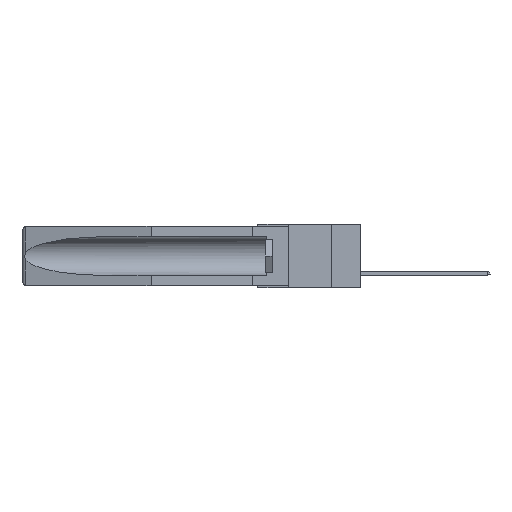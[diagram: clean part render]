
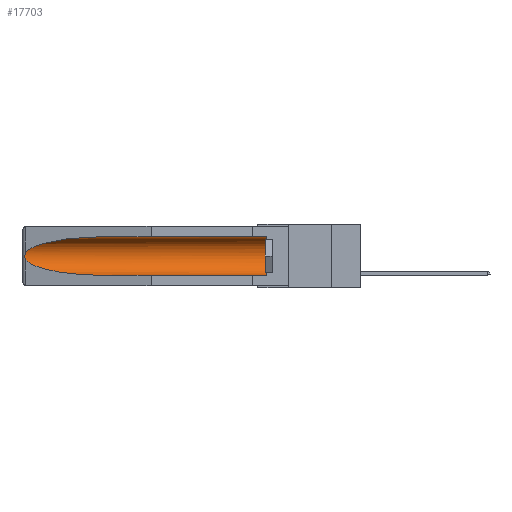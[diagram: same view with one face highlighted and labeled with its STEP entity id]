
A CAD part, left-side view. The second image highlights one B-rep face of the part: STEP entity #17703.
In plain terms, the highlighted cylindrical face has radius 2.857 mm (diameter 5.715 mm), a partial arc.
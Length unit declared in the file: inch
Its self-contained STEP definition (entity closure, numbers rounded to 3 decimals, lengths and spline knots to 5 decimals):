
#47 = DIRECTION ( 'NONE',  ( 0., 0., 1. ) ) ;
#715 = EDGE_LOOP ( 'NONE', ( #21074, #20948, #8716, #21143, #9618, #14506 ) ) ;
#919 = LINE ( 'NONE', #12213, #14393 ) ;
#1602 = VERTEX_POINT ( 'NONE', #4005 ) ;
#1686 = CARTESIAN_POINT ( 'NONE',  ( 0.155, -0.30754, -0.1715 ) ) ;
#3362 = CARTESIAN_POINT ( 'NONE',  ( 0.26654, 1.53092, -0.15636 ) ) ;
#3450 = DIRECTION ( 'NONE',  ( 0., -1., 0. ) ) ;
#3520 = DIRECTION ( 'NONE',  ( 0., 0., 1. ) ) ;
#4005 = CARTESIAN_POINT ( 'NONE',  ( 0.155, 1.07973, -0.284 ) ) ;
#4315 = EDGE_CURVE ( 'NONE', #15353, #1602, #919, .T. ) ;
#4574 = CARTESIAN_POINT ( 'NONE',  ( 0.155, -0.30754, -0.059 ) ) ;
#4792 = CARTESIAN_POINT ( 'NONE',  ( 0.26537, 1.52718, -0.19328 ) ) ;
#5986 =( BOUNDED_CURVE ( )  B_SPLINE_CURVE ( 3, ( #20829, #10791, #10939, #19131 ),
 .UNSPECIFIED., .F., .F. ) 
 B_SPLINE_CURVE_WITH_KNOTS ( ( 4, 4 ),
 ( 0.1948, 1.5708 ),
 .UNSPECIFIED. ) 
 CURVE ( )  GEOMETRIC_REPRESENTATION_ITEM ( )  RATIONAL_B_SPLINE_CURVE ( ( 1., 0.848, 0.848, 1. ) ) 
 REPRESENTATION_ITEM ( '' )  );
#6357 = CARTESIAN_POINT ( 'NONE',  ( 0.155, 0.126, -0.059 ) ) ;
#6480 = CARTESIAN_POINT ( 'NONE',  ( 0.2673, 1.5327, -0.16383 ) ) ;
#6652 = AXIS2_PLACEMENT_3D ( 'NONE', #13357, #3450, #47 ) ;
#7353 = AXIS2_PLACEMENT_3D ( 'NONE', #1686, #10196, #3520 ) ;
#8062 = CARTESIAN_POINT ( 'NONE',  ( 0.2675, 1.53308, -0.17534 ) ) ;
#8267 = VERTEX_POINT ( 'NONE', #6357 ) ;
#8372 = CARTESIAN_POINT ( 'NONE',  ( 0.2675, 1.53308, -0.16763 ) ) ;
#8485 = VERTEX_POINT ( 'NONE', #16895 ) ;
#8716 = ORIENTED_EDGE ( 'NONE', *, *, #16922, .T. ) ;
#8723 = EDGE_CURVE ( 'NONE', #8485, #10327, #14599, .T. ) ;
#9618 = ORIENTED_EDGE ( 'NONE', *, *, #17661, .T. ) ;
#10130 = VERTEX_POINT ( 'NONE', #14956 ) ;
#10196 = DIRECTION ( 'NONE',  ( 0., 1., 0. ) ) ;
#10327 = VERTEX_POINT ( 'NONE', #19677 ) ;
#10346 = DIRECTION ( 'NONE',  ( 0., 1., 0. ) ) ;
#10791 = CARTESIAN_POINT ( 'NONE',  ( 0.25451, 1.48313, -0.24835 ) ) ;
#10939 = CARTESIAN_POINT ( 'NONE',  ( 0.21114, 1.30732, -0.284 ) ) ;
#11428 =( BOUNDED_CURVE ( )  B_SPLINE_CURVE ( 3, ( #18162, #17863, #21131, #11884 ),
 .UNSPECIFIED., .F., .F. ) 
 B_SPLINE_CURVE_WITH_KNOTS ( ( 4, 4 ),
 ( 4.71239, 6.08839 ),
 .UNSPECIFIED. ) 
 CURVE ( )  GEOMETRIC_REPRESENTATION_ITEM ( )  RATIONAL_B_SPLINE_CURVE ( ( 1., 0.848, 0.848, 1. ) ) 
 REPRESENTATION_ITEM ( '' )  );
#11690 = CARTESIAN_POINT ( 'NONE',  ( 0.26597, 1.5296, -0.19026 ) ) ;
#11884 = CARTESIAN_POINT ( 'NONE',  ( 0.26537, 1.52718, -0.14972 ) ) ;
#12213 = CARTESIAN_POINT ( 'NONE',  ( 0.155, -0.30754, -0.284 ) ) ;
#12550 = CYLINDRICAL_SURFACE ( 'NONE', #7353, 0.1125 ) ;
#12976 = LINE ( 'NONE', #4574, #16864 ) ;
#13061 = FACE_OUTER_BOUND ( 'NONE', #715, .T. ) ;
#13126 = CARTESIAN_POINT ( 'NONE',  ( 0.26655, 1.53094, -0.18657 ) ) ;
#13357 = CARTESIAN_POINT ( 'NONE',  ( 0.155, 0.126, -0.1715 ) ) ;
#13724 = EDGE_CURVE ( 'NONE', #10130, #8485, #11428, .T. ) ;
#13914 = EDGE_CURVE ( 'NONE', #8267, #10130, #12976, .T. ) ;
#14393 = VECTOR ( 'NONE', #10346, 39.37008 ) ;
#14506 = ORIENTED_EDGE ( 'NONE', *, *, #13914, .T. ) ;
#14599 = B_SPLINE_CURVE_WITH_KNOTS ( 'NONE', 3,
 ( #21364, #19590, #3362, #6480, #8372, #8062, #14866, #13126, #11690, #4792 ),
 .UNSPECIFIED., .F., .F.,
 ( 4, 2, 2, 2, 4 ),
 ( 0., 0.00029, 0.00058, 0.00087, 0.00117 ),
 .UNSPECIFIED. ) ;
#14866 = CARTESIAN_POINT ( 'NONE',  ( 0.2673, 1.53269, -0.17917 ) ) ;
#14956 = CARTESIAN_POINT ( 'NONE',  ( 0.155, 1.07973, -0.059 ) ) ;
#15353 = VERTEX_POINT ( 'NONE', #20056 ) ;
#16864 = VECTOR ( 'NONE', #19114, 39.37008 ) ;
#16895 = CARTESIAN_POINT ( 'NONE',  ( 0.26537, 1.52718, -0.14972 ) ) ;
#16922 = EDGE_CURVE ( 'NONE', #10327, #1602, #5986, .T. ) ;
#17661 = EDGE_CURVE ( 'NONE', #15353, #8267, #17957, .T. ) ;
#17703 = ADVANCED_FACE ( 'NONE', ( #13061 ), #12550, .F. ) ;
#17863 = CARTESIAN_POINT ( 'NONE',  ( 0.21114, 1.30732, -0.059 ) ) ;
#17957 = CIRCLE ( 'NONE', #6652, 0.1125 ) ;
#18162 = CARTESIAN_POINT ( 'NONE',  ( 0.155, 1.07973, -0.059 ) ) ;
#19114 = DIRECTION ( 'NONE',  ( 0., 1., 0. ) ) ;
#19131 = CARTESIAN_POINT ( 'NONE',  ( 0.155, 1.07973, -0.284 ) ) ;
#19590 = CARTESIAN_POINT ( 'NONE',  ( 0.26597, 1.52961, -0.15275 ) ) ;
#19677 = CARTESIAN_POINT ( 'NONE',  ( 0.26537, 1.52718, -0.19328 ) ) ;
#20056 = CARTESIAN_POINT ( 'NONE',  ( 0.155, 0.126, -0.284 ) ) ;
#20829 = CARTESIAN_POINT ( 'NONE',  ( 0.26537, 1.52718, -0.19328 ) ) ;
#20948 = ORIENTED_EDGE ( 'NONE', *, *, #8723, .T. ) ;
#21074 = ORIENTED_EDGE ( 'NONE', *, *, #13724, .T. ) ;
#21131 = CARTESIAN_POINT ( 'NONE',  ( 0.25451, 1.48313, -0.09465 ) ) ;
#21143 = ORIENTED_EDGE ( 'NONE', *, *, #4315, .F. ) ;
#21364 = CARTESIAN_POINT ( 'NONE',  ( 0.26537, 1.52718, -0.14972 ) ) ;
